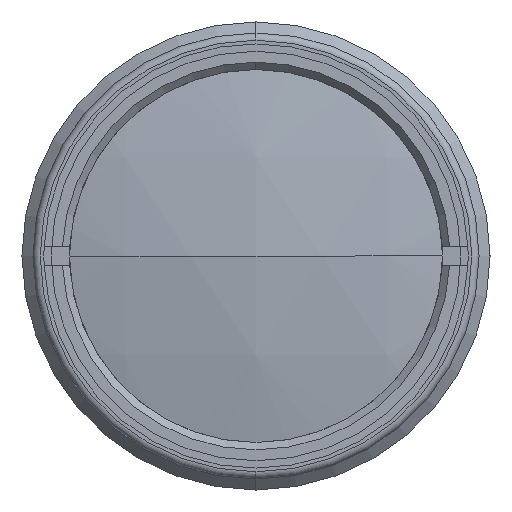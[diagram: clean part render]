
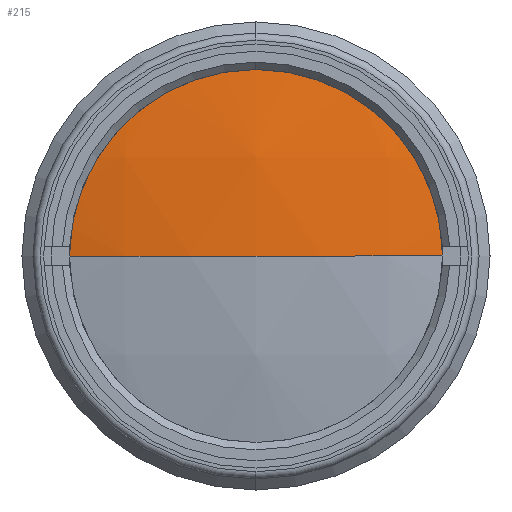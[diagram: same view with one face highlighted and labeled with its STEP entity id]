
A CAD part, left-side view. The second image highlights one B-rep face of the part: STEP entity #215.
In plain terms, the highlighted spherical face has radius 124 mm.
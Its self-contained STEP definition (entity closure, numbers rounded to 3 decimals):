
#53 = EDGE_CURVE ( 'NONE', #4539, #3632, #2315, .T. ) ;
#191 = SPHERICAL_SURFACE ( 'NONE', #2209, 124. ) ;
#215 = ADVANCED_FACE ( 'NONE', ( #2445 ), #191, .T. ) ;
#498 = CIRCLE ( 'NONE', #2346, 27. ) ;
#665 = CARTESIAN_POINT ( 'NONE',  ( -351.53, 27., 0. ) ) ;
#715 = CARTESIAN_POINT ( 'NONE',  ( -230.505, 0., 0. ) ) ;
#924 = AXIS2_PLACEMENT_3D ( 'NONE', #715, #3250, #1080 ) ;
#926 = CARTESIAN_POINT ( 'NONE',  ( -351.53, -27., 0. ) ) ;
#1080 = DIRECTION ( 'NONE',  ( -1., 0., 0. ) ) ;
#1400 = DIRECTION ( 'NONE',  ( 0., 0., 1. ) ) ;
#1458 = DIRECTION ( 'NONE',  ( 0., 0., 1. ) ) ;
#1459 = CARTESIAN_POINT ( 'NONE',  ( -351.53, 0., 0. ) ) ;
#1832 = DIRECTION ( 'NONE',  ( 0., 0., -1. ) ) ;
#2168 = CARTESIAN_POINT ( 'NONE',  ( -230.505, 0., 0. ) ) ;
#2181 = ORIENTED_EDGE ( 'NONE', *, *, #3117, .F. ) ;
#2209 = AXIS2_PLACEMENT_3D ( 'NONE', #2168, #1458, #4011 ) ;
#2315 = CIRCLE ( 'NONE', #2882, 124. ) ;
#2346 = AXIS2_PLACEMENT_3D ( 'NONE', #1459, #4013, #1832 ) ;
#2445 = FACE_OUTER_BOUND ( 'NONE', #3999, .T. ) ;
#2882 = AXIS2_PLACEMENT_3D ( 'NONE', #3589, #1400, #3951 ) ;
#3117 = EDGE_CURVE ( 'NONE', #3779, #3632, #498, .T. ) ;
#3250 = DIRECTION ( 'NONE',  ( 0., 0., -1. ) ) ;
#3301 = ORIENTED_EDGE ( 'NONE', *, *, #4427, .F. ) ;
#3589 = CARTESIAN_POINT ( 'NONE',  ( -230.505, 0., 0. ) ) ;
#3632 = VERTEX_POINT ( 'NONE', #926 ) ;
#3779 = VERTEX_POINT ( 'NONE', #665 ) ;
#3951 = DIRECTION ( 'NONE',  ( 0., -1., 0. ) ) ;
#3999 = EDGE_LOOP ( 'NONE', ( #3301, #4680, #2181 ) ) ;
#4011 = DIRECTION ( 'NONE',  ( 0., 1., 0. ) ) ;
#4013 = DIRECTION ( 'NONE',  ( 1., 0., 0. ) ) ;
#4371 = CIRCLE ( 'NONE', #924, 124. ) ;
#4427 = EDGE_CURVE ( 'NONE', #4539, #3779, #4371, .T. ) ;
#4510 = CARTESIAN_POINT ( 'NONE',  ( -354.505, 0., 0. ) ) ;
#4539 = VERTEX_POINT ( 'NONE', #4510 ) ;
#4680 = ORIENTED_EDGE ( 'NONE', *, *, #53, .T. ) ;
